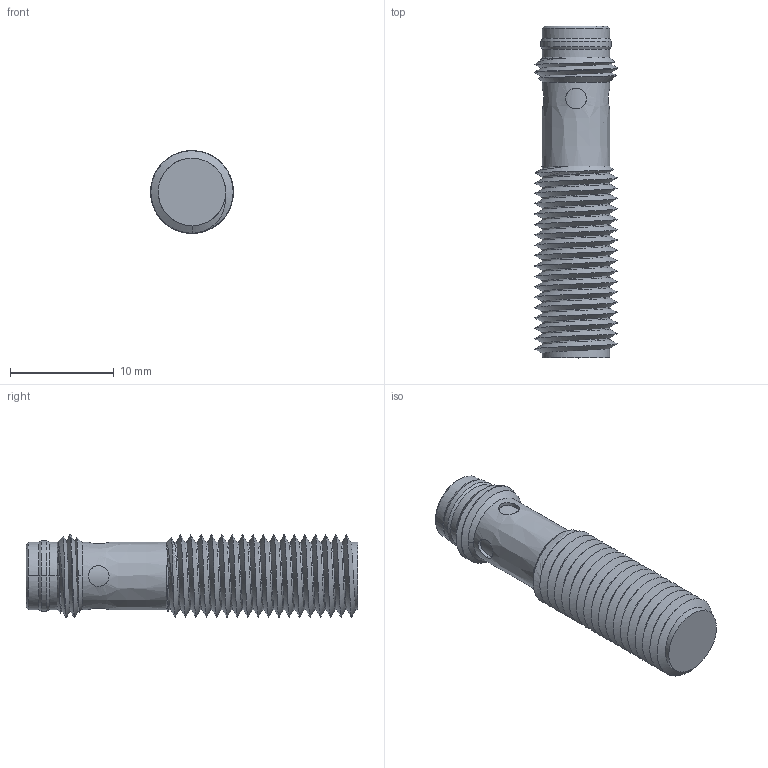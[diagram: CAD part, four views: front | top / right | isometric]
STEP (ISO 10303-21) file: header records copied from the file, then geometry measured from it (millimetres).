
FILE_DESCRIPTION( ('This file contains a STEP AP42 implementation' ,'as created by ZW3D STEP Interface translator.') ,'2;1' );
FILE_NAME( 'ECU1-0802P-ACR3-32MM.stp' ,'2412 5. 83554', (''), ('ZWCAD Software Co.'), 'Version 1.0', 'ZW3D to STEP translator', '' );
FILE_SCHEMA(('AUTOMOTIVE_DESIGN'));
Length unit declared in the file: millimetre
Products named in the file (2): 0; FCU1-0801P-ACU3
Bounding box: 8 x 32 x 8 mm (x, y, z)
Volume: 1052.1 mm3; surface area: 1305.1 mm2
Topology: 1 solids, 1 shells, 77 faces, 204 edges, 129 vertices
Faces by surface type: bspline 77
Entity records: 5127 total; most frequent: CARTESIAN_POINT 3935, ORIENTED_EDGE 396, EDGE_CURVE 198, VERTEX_POINT 129, B_SPLINE_CURVE_WITH_KNOTS 107, EDGE_LOOP 83, FACE_OUTER_BOUND 77, ADVANCED_FACE 77
